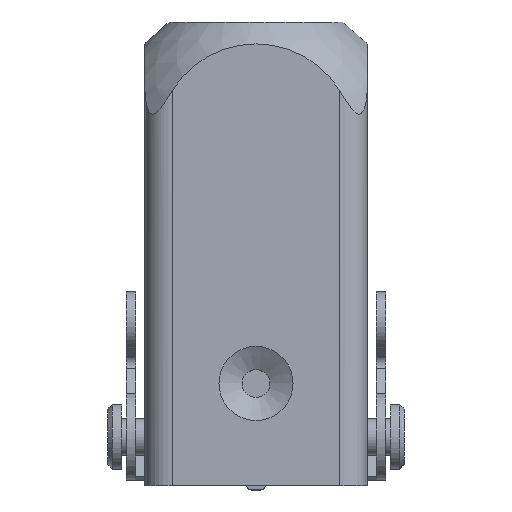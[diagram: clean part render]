
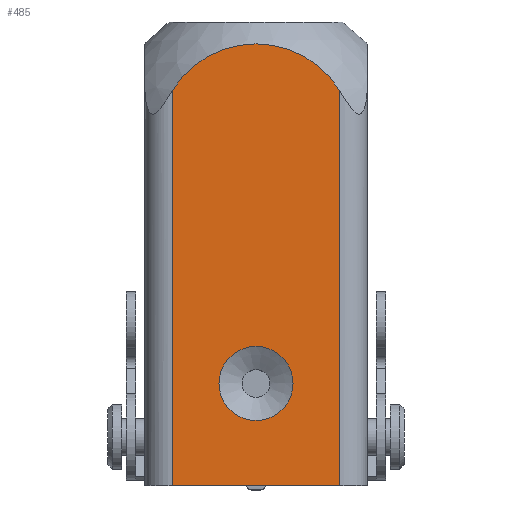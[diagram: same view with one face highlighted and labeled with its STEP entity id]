
A CAD part, top view. The second image highlights one B-rep face of the part: STEP entity #485.
In plain terms, the highlighted planar face has unit normal (0, 0, 1).
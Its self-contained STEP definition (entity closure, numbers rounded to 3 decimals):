
#133 = AXIS2_PLACEMENT_3D ( 'NONE', #3631, #3622, #3620 ) ;
#190 = EDGE_LOOP ( 'NONE', ( #253, #199, #191, #291 ) ) ;
#191 = ORIENTED_EDGE ( 'NONE', *, *, #692, .T. ) ;
#199 = ORIENTED_EDGE ( 'NONE', *, *, #583, .F. ) ;
#253 = ORIENTED_EDGE ( 'NONE', *, *, #614, .F. ) ;
#291 = ORIENTED_EDGE ( 'NONE', *, *, #619, .T. ) ;
#298 = ORIENTED_EDGE ( 'NONE', *, *, #468, .T. ) ;
#320 = EDGE_LOOP ( 'NONE', ( #298 ) ) ;
#468 = EDGE_CURVE ( 'NONE', #1740, #1740, #2780, .T. ) ;
#485 = ADVANCED_FACE ( 'NONE', ( #3014, #3015 ), #3632, .F. ) ;
#583 = EDGE_CURVE ( 'NONE', #3915, #3936, #797, .T. ) ;
#614 = EDGE_CURVE ( 'NONE', #3936, #3947, #1557, .T. ) ;
#619 = EDGE_CURVE ( 'NONE', #3907, #3947, #1564, .T. ) ;
#692 = EDGE_CURVE ( 'NONE', #3915, #3907, #1633, .T. ) ;
#797 = CIRCLE ( 'NONE', #820, 10.605 ) ;
#820 = AXIS2_PLACEMENT_3D ( 'NONE', #1943, #1944, #1945 ) ;
#861 = VECTOR ( 'NONE', #2045, 1000. ) ;
#868 = VECTOR ( 'NONE', #2063, 1000. ) ;
#962 = VECTOR ( 'NONE', #2324, 1000. ) ;
#1180 = CARTESIAN_POINT ( 'NONE',  ( 3., 42.675, 0. ) ) ;
#1184 = CARTESIAN_POINT ( 'NONE',  ( 8., 11., 0. ) ) ;
#1187 = CARTESIAN_POINT ( 'NONE',  ( 21., 42.675, 0. ) ) ;
#1207 = CARTESIAN_POINT ( 'NONE',  ( 21., 0., 0. ) ) ;
#1210 = CARTESIAN_POINT ( 'NONE',  ( 3., 0., 0. ) ) ;
#1557 = LINE ( 'NONE', #2044, #861 ) ;
#1564 = LINE ( 'NONE', #2062, #868 ) ;
#1633 = LINE ( 'NONE', #2323, #962 ) ;
#1740 = VERTEX_POINT ( 'NONE', #1184 ) ;
#1943 = CARTESIAN_POINT ( 'NONE',  ( 12., 37.065, 0. ) ) ;
#1944 = DIRECTION ( 'NONE',  ( 0., 0., -1. ) ) ;
#1945 = DIRECTION ( 'NONE',  ( 1., 0., 0. ) ) ;
#2044 = CARTESIAN_POINT ( 'NONE',  ( 21., 37.75, 0. ) ) ;
#2045 = DIRECTION ( 'NONE',  ( 0., -1., 0. ) ) ;
#2062 = CARTESIAN_POINT ( 'NONE',  ( 3., 0., 0. ) ) ;
#2063 = DIRECTION ( 'NONE',  ( 1., 0., 0. ) ) ;
#2323 = CARTESIAN_POINT ( 'NONE',  ( 3., 37.75, 0. ) ) ;
#2324 = DIRECTION ( 'NONE',  ( 0., -1., 0. ) ) ;
#2780 = CIRCLE ( 'NONE', #2783, 4. ) ;
#2783 = AXIS2_PLACEMENT_3D ( 'NONE', #3525, #3534, #3532 ) ;
#3014 = FACE_BOUND ( 'NONE', #320, .T. ) ;
#3015 = FACE_OUTER_BOUND ( 'NONE', #190, .T. ) ;
#3525 = CARTESIAN_POINT ( 'NONE',  ( 12., 11., 0. ) ) ;
#3532 = DIRECTION ( 'NONE',  ( -1., 0., 0. ) ) ;
#3534 = DIRECTION ( 'NONE',  ( 0., 0., -1. ) ) ;
#3620 = DIRECTION ( 'NONE',  ( -1., 0., 0. ) ) ;
#3622 = DIRECTION ( 'NONE',  ( 0., 0., -1. ) ) ;
#3631 = CARTESIAN_POINT ( 'NONE',  ( 3., 37.75, 0. ) ) ;
#3632 = PLANE ( 'NONE',  #133 ) ;
#3907 = VERTEX_POINT ( 'NONE', #1210 ) ;
#3915 = VERTEX_POINT ( 'NONE', #1180 ) ;
#3936 = VERTEX_POINT ( 'NONE', #1187 ) ;
#3947 = VERTEX_POINT ( 'NONE', #1207 ) ;
